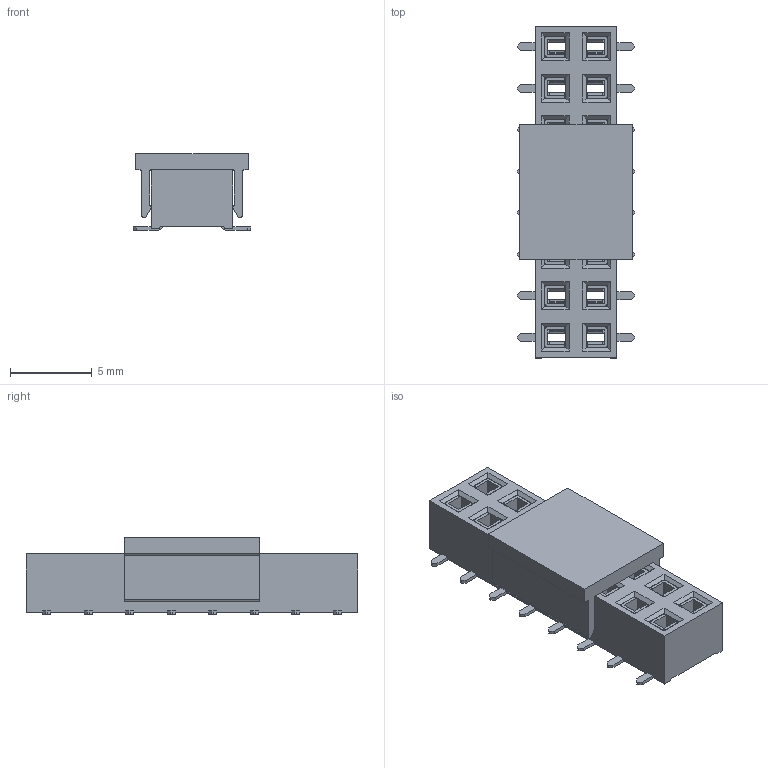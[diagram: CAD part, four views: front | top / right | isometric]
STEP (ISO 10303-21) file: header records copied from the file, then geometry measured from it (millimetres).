
FILE_DESCRIPTION(/* description */ ('Unknown'),/* implementation_level */ '2;1');
FILE_NAME(/* name */ 'J_Wurth_WR-PHD_610316243021',/* time_stamp */ '2025-04-21T13:18:17+08:00',/* author */ ('Unknown'),/* organization */ ('Unknown'),/* preprocessor_version */ 'ST-DEVELOPER v19.4',/* originating_system */ 'Solid Edge',/* authorisation */ 'Unknown');
FILE_SCHEMA (('AUTOMOTIVE_DESIGN {1 0 10303 214 3 1 1}'));
Length unit declared in the file: millimetre
Products named in the file (2): J_Wurth_WR-PHD_610316243021
Assembly tree (1 placements, depth 2):
  J_Wurth_WR-PHD_610316243021
    J_Wurth_WR-PHD_610316243021
Bounding box: 7.2 x 20.32 x 4.68 mm (x, y, z)
Volume: 378.8 mm3; surface area: 1276.4 mm2
Topology: 18 solids, 18 shells, 1376 faces, 3748 edges, 2392 vertices
Faces by surface type: plane 982, cylinder 394
Entity records: 43094 total; most frequent: CARTESIAN_POINT 7518, ORIENTED_EDGE 7496, DIRECTION 7324, EDGE_CURVE 3748, LINE 2928, VECTOR 2928, VERTEX_POINT 2392, AXIS2_PLACEMENT_3D 2198
